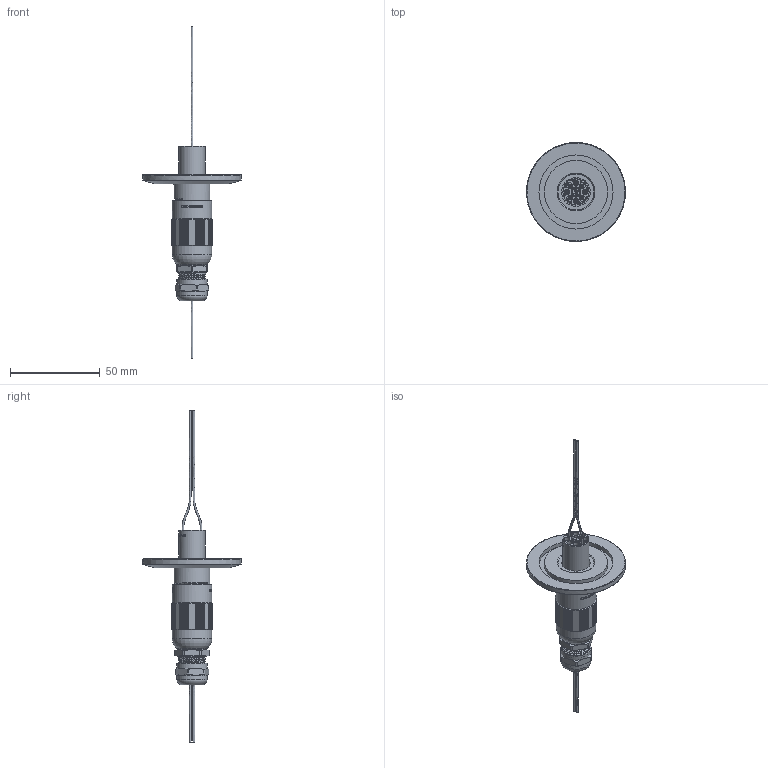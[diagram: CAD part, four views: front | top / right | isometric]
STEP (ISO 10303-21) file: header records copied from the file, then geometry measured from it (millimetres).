
FILE_DESCRIPTION (( 'STEP AP214' ), '1' );
FILE_NAME ('外发模型(带插头+护线筒)-S-KF40-0810.STEP', '2024-08-20T09:19:34', ( '' ), ( '' ), 'SwSTEP 2.0', 'SolidWorks 2020', '' );
FILE_SCHEMA (( 'AUTOMOTIVE_DESIGN' ));
Length unit declared in the file: millimetre
Products named in the file (21): FL-KF40-D20; 渲染模型-内芯收紧爪 4-8; 俋楷耀倰-FL-S-D20-0810-L70-L80; NDL-D10L180; 渲染-电线-0.3-0810; 渲染模型-Z-TE-170362-0810; M3-16-4 - 坋趼芛; 渲染-电线胶皮-0.3-0810; 誘盄芠-CPC-M20D08; XF-8P10-TE-AIR-PPS; 俋楷耀倰-Z-S-D20-0810-L70-L80; 誘盄芠俋褲-CPC-M20D08; XF-8P10-TE-VAC-PPS; 俋楷耀倰-Z-XF-8P10-TE-VAC-PPS; 渲染-TE-170362; 外发模型(带插头+护线筒)-S-KF40-0810; 渲染-电线内芯-0.3-0810; 葷ﾈｾﾄ｣ﾐﾍ-ｻ､ﾏﾟﾍｲﾂﾝﾃｱ-LT8-PG9; 葷ﾈｾﾄ｣ﾐﾍ-ﾄﾚﾐｾﾃﾜｷ篶ﾗ 4-8; 俋楷耀倰-S-D20-0810-L70-L80; 俋楷耀倰-Z-XF-8P10-TE-AIR-PPS
Assembly tree (31 placements, depth 6):
  外发模型(带插头+护线筒)-S-KF40-0810
    FL-KF40-D20
    俋楷耀倰-Z-S-D20-0810-L70-L80
      俋楷耀倰-S-D20-0810-L70-L80
        俋楷耀倰-FL-S-D20-0810-L70-L80
        NDL-D10L180  x8
      俋楷耀倰-Z-XF-8P10-TE-AIR-PPS
        XF-8P10-TE-AIR-PPS
        M3-16-4 - 坋趼芛
        渲染模型-Z-TE-170362-0810  x2
          渲染-TE-170362
          渲染-电线-0.3-0810
            渲染-电线内芯-0.3-0810
            渲染-电线胶皮-0.3-0810
      誘盄芠-CPC-M20D08
        誘盄芠俋褲-CPC-M20D08
        葷ﾈｾﾄ｣ﾐﾍ-ｻ､ﾏﾟﾍｲﾂﾝﾃｱ-LT8-PG9
        葷ﾈｾﾄ｣ﾐﾍ-ﾄﾚﾐｾﾃﾜｷ篶ﾗ 4-8
        渲染模型-内芯收紧爪 4-8
      俋楷耀倰-Z-XF-8P10-TE-VAC-PPS
        XF-8P10-TE-VAC-PPS
        M3-16-4 - 坋趼芛
        渲染模型-Z-TE-170362-0810  x2
          渲染-TE-170362
          渲染-电线-0.3-0810
            渲染-电线内芯-0.3-0810
            渲染-电线胶皮-0.3-0810
Bounding box: 54.97 x 54.99 x 184.55 mm (x, y, z)
Volume: 24066 mm3; surface area: 29117.4 mm2
Topology: 30 solids, 30 shells, 1284 faces, 3564 edges, 2493 vertices
Faces by surface type: plane 707, cylinder 310, bspline 203, cone 37, torus 27
Full cylindrical faces by diameter (mm): 0.65 x4, 0.96 x4, 1 x16, 1.4 x4, 1.8 x22, 2.5 x27, 3.2 x16, 3.5 x2, 4.5 x2, 5.5 x2, 8.2 x2, 8.5 x1, 10 x1, 10.5 x1, 11.6 x1, 12 x1, 12.4 x1, 13.3 x1, 14.5 x2, 15.2 x5, 16 x2, 16.64 x1, 16.8 x2, 18.5 x1, 20 x4, 20.5 x1, 22 x2, 35.2 x1, 41.2 x1, 55 x1
Entity records: 48406 total; most frequent: CARTESIAN_POINT 26088, ORIENTED_EDGE 4990, DIRECTION 3453, EDGE_CURVE 2495, VERTEX_POINT 1913, AXIS2_PLACEMENT_3D 1279, EDGE_LOOP 1186, B_SPLINE_CURVE_WITH_KNOTS 1101
